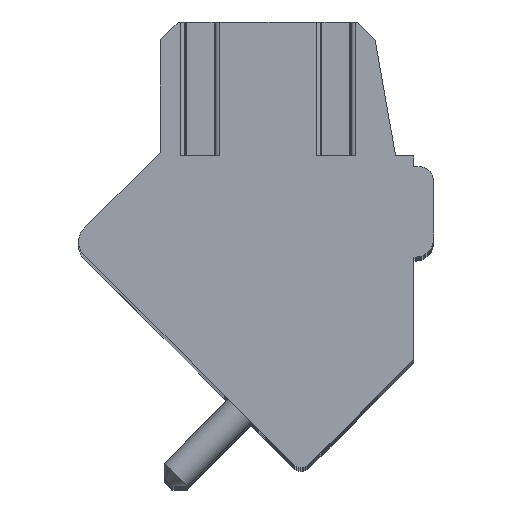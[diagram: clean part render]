
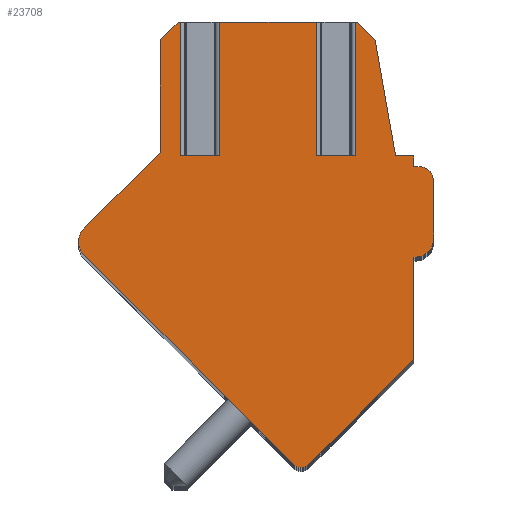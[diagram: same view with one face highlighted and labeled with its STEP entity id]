
A CAD part, top view. The second image highlights one B-rep face of the part: STEP entity #23708.
In plain terms, the highlighted planar face has unit normal (0, 0, 1).
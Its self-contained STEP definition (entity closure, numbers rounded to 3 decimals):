
#2895=DIRECTION('',(0.707,-0.707,0.));
#2896=VECTOR('',#2895,8.2);
#2897=CARTESIAN_POINT('',(-4.761,0.072,1.75));
#2898=LINE('',#2897,#2896);
#3343=DIRECTION('',(1.,0.,0.));
#3344=VECTOR('',#3343,1.07);
#3345=CARTESIAN_POINT('',(1.673,2.8,1.75));
#3346=LINE('',#3345,#3344);
#3347=DIRECTION('',(0.,1.,0.));
#3348=VECTOR('',#3347,3.7);
#3349=CARTESIAN_POINT('',(2.743,2.8,1.75));
#3350=LINE('',#3349,#3348);
#3351=DIRECTION('',(-1.,0.,0.));
#3352=VECTOR('',#3351,0.068);
#3353=CARTESIAN_POINT('',(2.811,6.5,1.75));
#3354=LINE('',#3353,#3352);
#3355=DIRECTION('',(-0.707,0.707,0.));
#3356=VECTOR('',#3355,0.677);
#3357=CARTESIAN_POINT('',(3.29,6.021,1.75));
#3358=LINE('',#3357,#3356);
#3359=DIRECTION('',(-0.174,0.985,0.));
#3360=VECTOR('',#3359,3.271);
#3361=CARTESIAN_POINT('',(3.858,2.8,1.75));
#3362=LINE('',#3361,#3360);
#3363=DIRECTION('',(-1.,0.,0.));
#3364=VECTOR('',#3363,0.5);
#3365=CARTESIAN_POINT('',(4.358,2.8,1.75));
#3366=LINE('',#3365,#3364);
#3367=DIRECTION('',(0.,1.,0.));
#3368=VECTOR('',#3367,0.3);
#3369=CARTESIAN_POINT('',(4.358,2.5,1.75));
#3370=LINE('',#3369,#3368);
#3371=DIRECTION('',(-1.,0.,0.));
#3372=VECTOR('',#3371,0.15);
#3373=CARTESIAN_POINT('',(4.508,2.5,1.75));
#3374=LINE('',#3373,#3372);
#3375=CARTESIAN_POINT('',(4.508,2.1,1.75));
#3376=DIRECTION('',(0.,0.,1.));
#3377=DIRECTION('',(1.,0.,0.));
#3378=AXIS2_PLACEMENT_3D('',#3375,#3376,#3377);
#3380=DIRECTION('',(0.,1.,0.));
#3381=VECTOR('',#3380,1.6);
#3382=CARTESIAN_POINT('',(4.908,0.5,1.75));
#3383=LINE('',#3382,#3381);
#3384=CARTESIAN_POINT('',(4.408,0.5,1.75));
#3385=DIRECTION('',(0.,0.,1.));
#3386=DIRECTION('',(0.,-1.,0.));
#3387=AXIS2_PLACEMENT_3D('',#3384,#3385,#3386);
#3389=DIRECTION('',(1.,0.,0.));
#3390=VECTOR('',#3389,0.05);
#3391=CARTESIAN_POINT('',(4.358,0.,1.75));
#3392=LINE('',#3391,#3390);
#3393=DIRECTION('',(0.,1.,0.));
#3394=VECTOR('',#3393,2.83);
#3395=CARTESIAN_POINT('',(4.358,-2.83,1.75));
#3396=LINE('',#3395,#3394);
#3397=DIRECTION('',(0.707,0.707,0.));
#3398=VECTOR('',#3397,4.096);
#3399=CARTESIAN_POINT('',(1.461,-5.727,1.75));
#3400=LINE('',#3399,#3398);
#3401=CARTESIAN_POINT('',(1.249,-5.515,1.75));
#3402=DIRECTION('',(0.,0.,1.));
#3403=DIRECTION('',(-0.707,-0.707,0.));
#3404=AXIS2_PLACEMENT_3D('',#3401,#3402,#3403);
#3406=CARTESIAN_POINT('',(-4.408,0.425,1.75));
#3407=DIRECTION('',(0.,0.,1.));
#3408=DIRECTION('',(-0.707,0.707,0.));
#3409=AXIS2_PLACEMENT_3D('',#3406,#3407,#3408);
#3411=DIRECTION('',(-0.707,-0.707,0.));
#3412=VECTOR('',#3411,2.997);
#3413=CARTESIAN_POINT('',(-2.642,2.898,1.75));
#3414=LINE('',#3413,#3412);
#3415=DIRECTION('',(0.,-1.,0.));
#3416=VECTOR('',#3415,3.111);
#3417=CARTESIAN_POINT('',(-2.642,6.009,1.75));
#3418=LINE('',#3417,#3416);
#3419=DIRECTION('',(-0.707,-0.707,0.));
#3420=VECTOR('',#3419,0.694);
#3421=CARTESIAN_POINT('',(-2.151,6.5,1.75));
#3422=LINE('',#3421,#3420);
#3423=DIRECTION('',(-1.,0.,0.));
#3424=VECTOR('',#3423,0.074);
#3425=CARTESIAN_POINT('',(-2.077,6.5,1.75));
#3426=LINE('',#3425,#3424);
#3427=DIRECTION('',(0.,1.,0.));
#3428=VECTOR('',#3427,3.7);
#3429=CARTESIAN_POINT('',(-2.077,2.8,1.75));
#3430=LINE('',#3429,#3428);
#3431=DIRECTION('',(1.,0.,0.));
#3432=VECTOR('',#3431,1.07);
#3433=CARTESIAN_POINT('',(-2.077,2.8,1.75));
#3434=LINE('',#3433,#3432);
#3435=DIRECTION('',(0.,1.,0.));
#3436=VECTOR('',#3435,3.7);
#3437=CARTESIAN_POINT('',(-1.007,2.8,1.75));
#3438=LINE('',#3437,#3436);
#3439=DIRECTION('',(-1.,0.,0.));
#3440=VECTOR('',#3439,2.68);
#3441=CARTESIAN_POINT('',(1.673,6.5,1.75));
#3442=LINE('',#3441,#3440);
#3443=DIRECTION('',(0.,1.,0.));
#3444=VECTOR('',#3443,3.7);
#3445=CARTESIAN_POINT('',(1.673,2.8,1.75));
#3446=LINE('',#3445,#3444);
#15365=CARTESIAN_POINT('',(1.673,2.8,1.75));
#15366=CARTESIAN_POINT('',(2.743,2.8,1.75));
#15367=VERTEX_POINT('',#15365);
#15368=VERTEX_POINT('',#15366);
#15369=CARTESIAN_POINT('',(2.743,6.5,1.75));
#15370=VERTEX_POINT('',#15369);
#15371=CARTESIAN_POINT('',(1.673,6.5,1.75));
#15372=VERTEX_POINT('',#15371);
#15385=CARTESIAN_POINT('',(-2.077,2.8,1.75));
#15386=CARTESIAN_POINT('',(-1.007,2.8,1.75));
#15387=VERTEX_POINT('',#15385);
#15388=VERTEX_POINT('',#15386);
#15389=CARTESIAN_POINT('',(-1.007,6.5,1.75));
#15390=VERTEX_POINT('',#15389);
#15391=CARTESIAN_POINT('',(-2.077,6.5,1.75));
#15392=VERTEX_POINT('',#15391);
#15483=CARTESIAN_POINT('',(1.037,-5.727,1.75));
#15484=CARTESIAN_POINT('',(1.461,-5.727,1.75));
#15485=VERTEX_POINT('',#15483);
#15486=VERTEX_POINT('',#15484);
#15487=CARTESIAN_POINT('',(4.358,-2.83,1.75));
#15488=VERTEX_POINT('',#15487);
#15489=CARTESIAN_POINT('',(4.358,0.,1.75));
#15490=VERTEX_POINT('',#15489);
#15491=CARTESIAN_POINT('',(4.408,0.,1.75));
#15492=VERTEX_POINT('',#15491);
#15493=CARTESIAN_POINT('',(4.908,0.5,1.75));
#15494=VERTEX_POINT('',#15493);
#15495=CARTESIAN_POINT('',(4.908,2.1,1.75));
#15496=VERTEX_POINT('',#15495);
#15497=CARTESIAN_POINT('',(4.508,2.5,1.75));
#15498=VERTEX_POINT('',#15497);
#15499=CARTESIAN_POINT('',(4.358,2.5,1.75));
#15500=VERTEX_POINT('',#15499);
#15501=CARTESIAN_POINT('',(4.358,2.8,1.75));
#15502=VERTEX_POINT('',#15501);
#15503=CARTESIAN_POINT('',(3.858,2.8,1.75));
#15504=VERTEX_POINT('',#15503);
#15505=CARTESIAN_POINT('',(3.29,6.021,1.75));
#15506=VERTEX_POINT('',#15505);
#15507=CARTESIAN_POINT('',(2.811,6.5,1.75));
#15508=VERTEX_POINT('',#15507);
#15509=CARTESIAN_POINT('',(-2.151,6.5,1.75));
#15510=CARTESIAN_POINT('',(-2.642,6.009,1.75));
#15511=VERTEX_POINT('',#15509);
#15512=VERTEX_POINT('',#15510);
#15513=CARTESIAN_POINT('',(-4.761,0.779,1.75));
#15514=CARTESIAN_POINT('',(-4.761,0.072,1.75));
#15515=VERTEX_POINT('',#15513);
#15516=VERTEX_POINT('',#15514);
#15521=CARTESIAN_POINT('',(-2.642,2.898,1.75));
#15523=VERTEX_POINT('',#15521);
#23665=CARTESIAN_POINT('',(0.,0.,1.75));
#23666=DIRECTION('',(0.,0.,1.));
#23667=DIRECTION('',(1.,0.,0.));
#23668=AXIS2_PLACEMENT_3D('',#23665,#23666,#23667);
#23669=PLANE('',#23668);
#23671=ORIENTED_EDGE('',*,*,#23670,.T.);
#23673=ORIENTED_EDGE('',*,*,#23672,.T.);
#23674=ORIENTED_EDGE('',*,*,#19908,.F.);
#23675=ORIENTED_EDGE('',*,*,#20178,.F.);
#23676=ORIENTED_EDGE('',*,*,#20192,.F.);
#23677=ORIENTED_EDGE('',*,*,#20206,.F.);
#23678=ORIENTED_EDGE('',*,*,#20363,.F.);
#23679=ORIENTED_EDGE('',*,*,#20379,.F.);
#23680=ORIENTED_EDGE('',*,*,#21130,.F.);
#23681=ORIENTED_EDGE('',*,*,#21412,.F.);
#23682=ORIENTED_EDGE('',*,*,#21694,.F.);
#23683=ORIENTED_EDGE('',*,*,#21976,.F.);
#23684=ORIENTED_EDGE('',*,*,#22265,.F.);
#23685=ORIENTED_EDGE('',*,*,#23066,.F.);
#23686=ORIENTED_EDGE('',*,*,#23300,.F.);
#23687=ORIENTED_EDGE('',*,*,#23117,.F.);
#23689=ORIENTED_EDGE('',*,*,#23688,.F.);
#23691=ORIENTED_EDGE('',*,*,#23690,.F.);
#23693=ORIENTED_EDGE('',*,*,#23692,.F.);
#23695=ORIENTED_EDGE('',*,*,#23694,.F.);
#23696=ORIENTED_EDGE('',*,*,#19940,.F.);
#23698=ORIENTED_EDGE('',*,*,#23697,.F.);
#23700=ORIENTED_EDGE('',*,*,#23699,.T.);
#23702=ORIENTED_EDGE('',*,*,#23701,.T.);
#23703=ORIENTED_EDGE('',*,*,#19924,.F.);
#23705=ORIENTED_EDGE('',*,*,#23704,.F.);
#23706=EDGE_LOOP('',(#23671,#23673,#23674,#23675,#23676,#23677,#23678,#23679,
#23680,#23681,#23682,#23683,#23684,#23685,#23686,#23687,#23689,#23691,#23693,
#23695,#23696,#23698,#23700,#23702,#23703,#23705));
#23707=FACE_OUTER_BOUND('',#23706,.F.);
#3379=CIRCLE('',#3378,0.4);
#3388=CIRCLE('',#3387,0.5);
#3405=CIRCLE('',#3404,0.3);
#3410=CIRCLE('',#3409,0.5);
#19908=EDGE_CURVE('',#15508,#15370,#3354,.T.);
#19924=EDGE_CURVE('',#15372,#15390,#3442,.T.);
#19940=EDGE_CURVE('',#15392,#15511,#3426,.T.);
#20178=EDGE_CURVE('',#15506,#15508,#3358,.T.);
#20192=EDGE_CURVE('',#15504,#15506,#3362,.T.);
#20206=EDGE_CURVE('',#15502,#15504,#3366,.T.);
#20363=EDGE_CURVE('',#15500,#15502,#3370,.T.);
#20379=EDGE_CURVE('',#15498,#15500,#3374,.T.);
#21130=EDGE_CURVE('',#15496,#15498,#3379,.T.);
#21412=EDGE_CURVE('',#15494,#15496,#3383,.T.);
#21694=EDGE_CURVE('',#15492,#15494,#3388,.T.);
#21976=EDGE_CURVE('',#15490,#15492,#3392,.T.);
#22265=EDGE_CURVE('',#15488,#15490,#3396,.T.);
#23066=EDGE_CURVE('',#15486,#15488,#3400,.T.);
#23117=EDGE_CURVE('',#15516,#15485,#2898,.T.);
#23300=EDGE_CURVE('',#15485,#15486,#3405,.T.);
#23670=EDGE_CURVE('',#15367,#15368,#3346,.T.);
#23672=EDGE_CURVE('',#15368,#15370,#3350,.T.);
#23688=EDGE_CURVE('',#15515,#15516,#3410,.T.);
#23690=EDGE_CURVE('',#15523,#15515,#3414,.T.);
#23692=EDGE_CURVE('',#15512,#15523,#3418,.T.);
#23694=EDGE_CURVE('',#15511,#15512,#3422,.T.);
#23697=EDGE_CURVE('',#15387,#15392,#3430,.T.);
#23699=EDGE_CURVE('',#15387,#15388,#3434,.T.);
#23701=EDGE_CURVE('',#15388,#15390,#3438,.T.);
#23704=EDGE_CURVE('',#15367,#15372,#3446,.T.);
#23708=ADVANCED_FACE('',(#23707),#23669,.T.);
